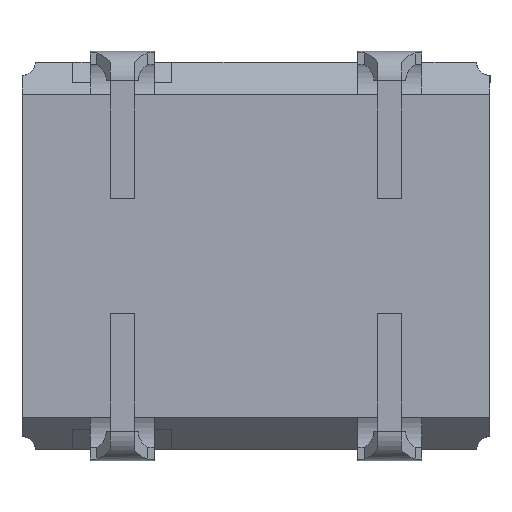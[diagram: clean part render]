
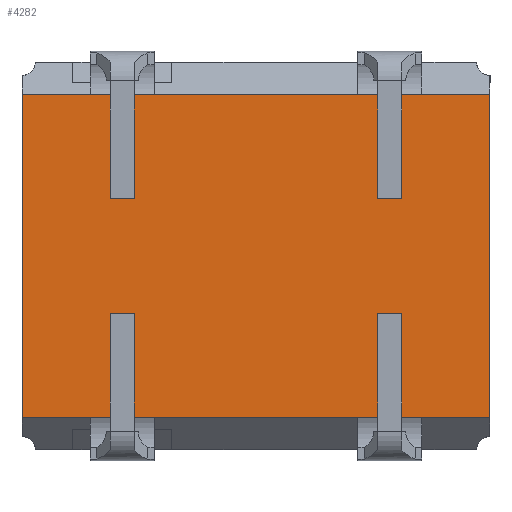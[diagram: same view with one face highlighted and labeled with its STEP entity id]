
A CAD part, front view. The second image highlights one B-rep face of the part: STEP entity #4282.
In plain terms, the highlighted planar face has unit normal (0, -1, 0).
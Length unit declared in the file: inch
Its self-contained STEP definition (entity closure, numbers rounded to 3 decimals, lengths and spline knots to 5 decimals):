
#26 = ORIENTED_EDGE ( 'NONE', *, *, #295, .T. ) ;
#58 = CARTESIAN_POINT ( 'NONE',  ( -0.17313, -0.00597, -0.121 ) ) ;
#295 = EDGE_CURVE ( 'NONE', #9570, #15251, #2251, .T. ) ;
#436 = VECTOR ( 'NONE', #16347, 39.37008 ) ;
#981 = CARTESIAN_POINT ( 'NONE',  ( -0.17313, -0.00597, 0.121 ) ) ;
#987 = CARTESIAN_POINT ( 'NONE',  ( 0.12587, -0.00597, 0.121 ) ) ;
#1238 = VECTOR ( 'NONE', #9528, 39.37008 ) ;
#1673 = ORIENTED_EDGE ( 'NONE', *, *, #17270, .T. ) ;
#2191 = CARTESIAN_POINT ( 'NONE',  ( 0.15981, -0.00597, -0.121 ) ) ;
#2251 = LINE ( 'NONE', #5252, #436 ) ;
#2606 = ORIENTED_EDGE ( 'NONE', *, *, #16388, .T. ) ;
#3418 = CARTESIAN_POINT ( 'NONE',  ( -0.17313, -0.00597, 0.145 ) ) ;
#4016 = LINE ( 'NONE', #981, #14063 ) ;
#4178 = CARTESIAN_POINT ( 'NONE',  ( 0.07787, -0.00597, -0.121 ) ) ;
#4282 = ADVANCED_FACE ( 'NONE', ( #6969 ), #13976, .F. ) ;
#4382 = CARTESIAN_POINT ( 'NONE',  ( 0.16687, -0.00597, -0.121 ) ) ;
#4924 = DIRECTION ( 'NONE',  ( 0., 0., -1. ) ) ;
#5252 = CARTESIAN_POINT ( 'NONE',  ( -0.17313, -0.00597, 0.145 ) ) ;
#5743 = VERTEX_POINT ( 'NONE', #987 ) ;
#6729 = EDGE_CURVE ( 'NONE', #15448, #13400, #10660, .T. ) ;
#6968 = VECTOR ( 'NONE', #4924, 39.37008 ) ;
#6969 = FACE_OUTER_BOUND ( 'NONE', #10459, .T. ) ;
#7139 = AXIS2_PLACEMENT_3D ( 'NONE', #3418, #12938, #14410 ) ;
#8195 = VERTEX_POINT ( 'NONE', #18045 ) ;
#8232 = LINE ( 'NONE', #13777, #1238 ) ;
#8596 = EDGE_CURVE ( 'NONE', #15251, #13400, #15363, .T. ) ;
#9305 = LINE ( 'NONE', #14812, #6968 ) ;
#9419 = ORIENTED_EDGE ( 'NONE', *, *, #8596, .T. ) ;
#9528 = DIRECTION ( 'NONE',  ( 1., 0., 0. ) ) ;
#9567 = DIRECTION ( 'NONE',  ( -1., 0., 0. ) ) ;
#9570 = VERTEX_POINT ( 'NONE', #9712 ) ;
#9712 = CARTESIAN_POINT ( 'NONE',  ( -0.17313, -0.00597, 0.121 ) ) ;
#9822 = ORIENTED_EDGE ( 'NONE', *, *, #13412, .T. ) ;
#9961 = VERTEX_POINT ( 'NONE', #17496 ) ;
#10268 = VECTOR ( 'NONE', #10577, 39.37008 ) ;
#10459 = EDGE_LOOP ( 'NONE', ( #26, #9419, #13556, #1673, #13712, #15248, #2606, #9822 ) ) ;
#10577 = DIRECTION ( 'NONE',  ( -1., 0., 0. ) ) ;
#10660 = LINE ( 'NONE', #2191, #10268 ) ;
#10870 = LINE ( 'NONE', #17684, #16585 ) ;
#11523 = CARTESIAN_POINT ( 'NONE',  ( -0.17313, -0.00597, 0.121 ) ) ;
#11830 = EDGE_CURVE ( 'NONE', #9961, #5743, #4016, .T. ) ;
#12255 = VECTOR ( 'NONE', #16670, 39.37008 ) ;
#12938 = DIRECTION ( 'NONE',  ( 0., 1., 0. ) ) ;
#13400 = VERTEX_POINT ( 'NONE', #4178 ) ;
#13412 = EDGE_CURVE ( 'NONE', #15378, #9570, #15509, .T. ) ;
#13556 = ORIENTED_EDGE ( 'NONE', *, *, #6729, .F. ) ;
#13712 = ORIENTED_EDGE ( 'NONE', *, *, #14669, .F. ) ;
#13777 = CARTESIAN_POINT ( 'NONE',  ( 0.16687, -0.00597, -0.121 ) ) ;
#13976 = PLANE ( 'NONE',  #7139 ) ;
#14063 = VECTOR ( 'NONE', #9567, 39.37008 ) ;
#14410 = DIRECTION ( 'NONE',  ( 0., 0., 1. ) ) ;
#14425 = VECTOR ( 'NONE', #15681, 39.37008 ) ;
#14669 = EDGE_CURVE ( 'NONE', #9961, #8195, #9305, .T. ) ;
#14743 = DIRECTION ( 'NONE',  ( -1., 0., 0. ) ) ;
#14812 = CARTESIAN_POINT ( 'NONE',  ( 0.17687, -0.00597, 0.145 ) ) ;
#15248 = ORIENTED_EDGE ( 'NONE', *, *, #11830, .T. ) ;
#15251 = VERTEX_POINT ( 'NONE', #58 ) ;
#15363 = LINE ( 'NONE', #4382, #12255 ) ;
#15378 = VERTEX_POINT ( 'NONE', #16758 ) ;
#15448 = VERTEX_POINT ( 'NONE', #17723 ) ;
#15509 = LINE ( 'NONE', #11523, #14425 ) ;
#15681 = DIRECTION ( 'NONE',  ( -1., 0., 0. ) ) ;
#16347 = DIRECTION ( 'NONE',  ( 0., 0., -1. ) ) ;
#16388 = EDGE_CURVE ( 'NONE', #5743, #15378, #10870, .T. ) ;
#16585 = VECTOR ( 'NONE', #14743, 39.37008 ) ;
#16670 = DIRECTION ( 'NONE',  ( 1., 0., 0. ) ) ;
#16758 = CARTESIAN_POINT ( 'NONE',  ( 0.07787, -0.00597, 0.121 ) ) ;
#17270 = EDGE_CURVE ( 'NONE', #15448, #8195, #8232, .T. ) ;
#17496 = CARTESIAN_POINT ( 'NONE',  ( 0.17687, -0.00597, 0.121 ) ) ;
#17684 = CARTESIAN_POINT ( 'NONE',  ( 0.15981, -0.00597, 0.121 ) ) ;
#17723 = CARTESIAN_POINT ( 'NONE',  ( 0.12587, -0.00597, -0.121 ) ) ;
#18045 = CARTESIAN_POINT ( 'NONE',  ( 0.17687, -0.00597, -0.121 ) ) ;
